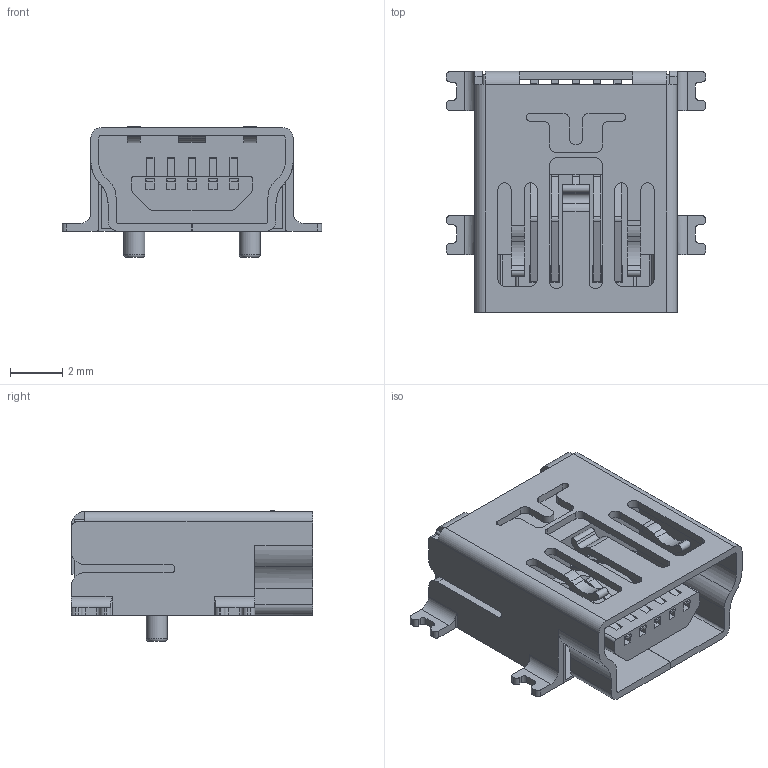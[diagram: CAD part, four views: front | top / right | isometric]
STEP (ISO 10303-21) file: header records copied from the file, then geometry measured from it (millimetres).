
FILE_DESCRIPTION(('FreeCAD Model'),'2;1');
FILE_NAME('Carcaza_sp.step','2018-04-08T13:20:22',('kicad StepUp'),( 'ksu MCAD'),'Open CASCADE STEP processor 6.8','FreeCAD','Unknown');
FILE_SCHEMA(('AUTOMOTIVE_DESIGN_CC2 { 1 2 10303 214 -1 1 5 4 }'));
Length unit declared in the file: millimetre
Products named in the file (2): ASSEMBLY; Carcaza_sp
Assembly tree (1 placements, depth 2):
  ASSEMBLY
    Carcaza_sp
Bounding box: 9.9 x 9.2 x 5 mm (x, y, z)
Volume: 160.3 mm3; surface area: 622.5 mm2
Topology: 7 solids, 7 shells, 463 faces, 1352 edges, 891 vertices
Faces by surface type: plane 297, cylinder 164, torus 2
Full cylindrical faces by diameter (mm): 0.8 x2
Entity records: 18784 total; most frequent: CARTESIAN_POINT 2879, ORIENTED_EDGE 2704, DIRECTION 2610, EDGE_CURVE 1352, LINE 1012, VECTOR 1012, VERTEX_POINT 891, AXIS2_PLACEMENT_3D 799
